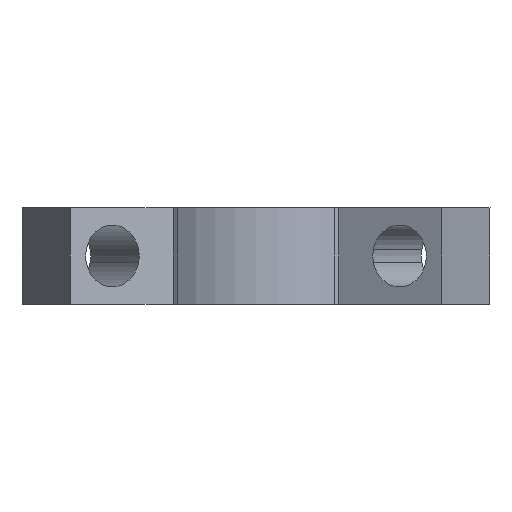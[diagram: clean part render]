
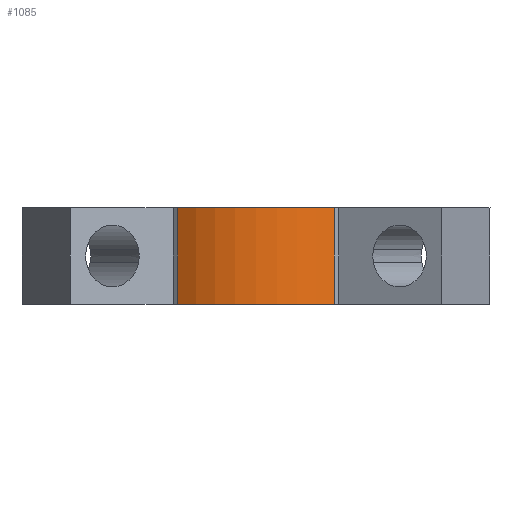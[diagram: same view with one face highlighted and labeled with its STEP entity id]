
A CAD part, left-side view. The second image highlights one B-rep face of the part: STEP entity #1085.
In plain terms, the highlighted cylindrical face has radius 11 mm (diameter 22 mm), a partial arc.
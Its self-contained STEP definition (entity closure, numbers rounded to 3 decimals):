
#70=CYLINDRICAL_SURFACE('',#1209,11.);
#98=CIRCLE('',#1210,11.);
#99=CIRCLE('',#1211,11.);
#124=FACE_OUTER_BOUND('',#178,.T.);
#178=EDGE_LOOP('',(#831,#832,#833,#834));
#277=LINE('',#1747,#381);
#278=LINE('',#1751,#382);
#381=VECTOR('',#1433,10.);
#382=VECTOR('',#1436,10.);
#521=VERTEX_POINT('',#1745);
#522=VERTEX_POINT('',#1746);
#523=VERTEX_POINT('',#1748);
#524=VERTEX_POINT('',#1750);
#649=EDGE_CURVE('',#521,#522,#277,.T.);
#650=EDGE_CURVE('',#523,#521,#98,.T.);
#651=EDGE_CURVE('',#524,#523,#278,.T.);
#652=EDGE_CURVE('',#522,#524,#99,.T.);
#831=ORIENTED_EDGE('',*,*,#649,.F.);
#832=ORIENTED_EDGE('',*,*,#650,.F.);
#833=ORIENTED_EDGE('',*,*,#651,.F.);
#834=ORIENTED_EDGE('',*,*,#652,.F.);
#1085=ADVANCED_FACE('',(#124),#70,.T.);
#1209=AXIS2_PLACEMENT_3D('',#1744,#1431,#1432);
#1210=AXIS2_PLACEMENT_3D('',#1749,#1434,#1435);
#1211=AXIS2_PLACEMENT_3D('',#1752,#1437,#1438);
#1431=DIRECTION('center_axis',(0.,0.,
-1.));
#1432=DIRECTION('ref_axis',(-1.,0.,0.));
#1433=DIRECTION('',(0.,0.,-1.));
#1434=DIRECTION('center_axis',(0.,0.,1.));
#1435=DIRECTION('ref_axis',(1.,0.,0.));
#1436=DIRECTION('',(0.,0.,1.));
#1437=DIRECTION('center_axis',(0.,0.,-1.));
#1438=DIRECTION('ref_axis',(1.,0.,0.));
#1744=CARTESIAN_POINT('Origin',(-3.268,0.,
0.));
#1745=CARTESIAN_POINT('',(-12.167,-6.466,8.));
#1746=CARTESIAN_POINT('',(-12.167,-6.466,0.));
#1747=CARTESIAN_POINT('',(-12.167,-6.466,4.));
#1748=CARTESIAN_POINT('',(-12.167,6.466,8.));
#1749=CARTESIAN_POINT('Origin',(-3.268,0.,
8.));
#1750=CARTESIAN_POINT('',(-12.167,6.466,0.));
#1751=CARTESIAN_POINT('',(-12.167,6.466,4.));
#1752=CARTESIAN_POINT('Origin',(-3.268,0.,
0.));
